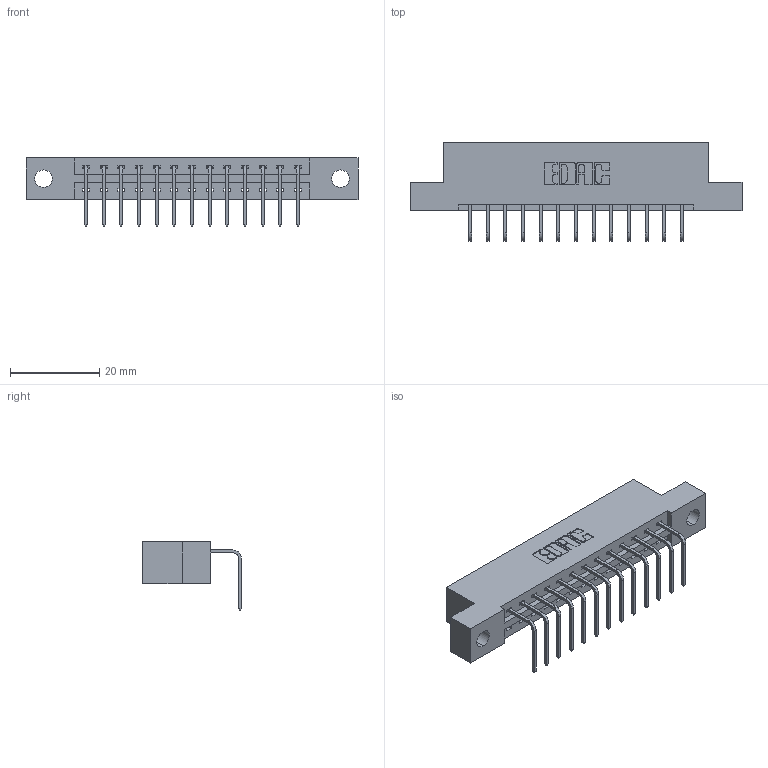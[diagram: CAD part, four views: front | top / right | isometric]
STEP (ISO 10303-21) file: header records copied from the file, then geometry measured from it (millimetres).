
FILE_DESCRIPTION (( 'STEP AP203' ), '1' );
FILE_NAME ('387-013-558-104.STEP', '2018-09-11T00:52:53', ( '' ), ( '' ), 'SwSTEP 2.0', 'SolidWorks 2016', '' );
FILE_SCHEMA (( 'CONFIG_CONTROL_DESIGN' ));
Length unit declared in the file: inch
Products named in the file (3): 337 Part_Flush Mounting Lugs - 0.156 Dia-TH; 345-292-001_558 Tail - 2; 387-013-558-104
Assembly tree (14 placements, depth 2):
  387-013-558-104
    337 Part_Flush Mounting Lugs - 0.156 Dia-TH
    345-292-001_558 Tail - 2  x13
Bounding box: 74.52 x 22.17 x 15.37 mm (x, y, z)
Volume: 7338 mm3; surface area: 7483.2 mm2
Topology: 14 solids, 14 shells, 946 faces, 2833 edges, 1870 vertices
Faces by surface type: plane 694, cylinder 252
Entity records: 13501 total; most frequent: CARTESIAN_POINT 2357, ORIENTED_EDGE 2306, DIRECTION 2043, EDGE_CURVE 1153, LINE 1025, VECTOR 1025, VERTEX_POINT 766, AXIS2_PLACEMENT_3D 509
